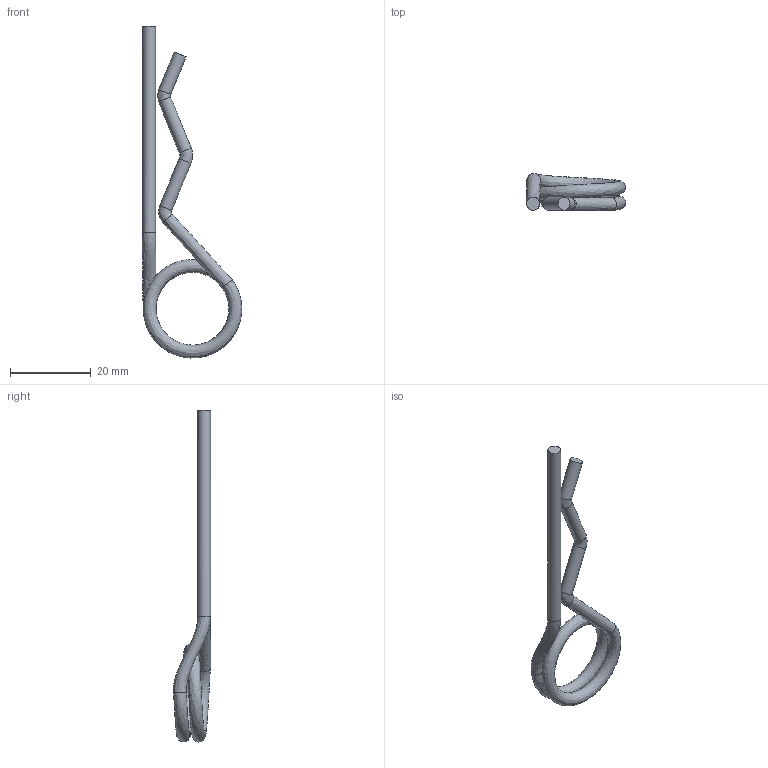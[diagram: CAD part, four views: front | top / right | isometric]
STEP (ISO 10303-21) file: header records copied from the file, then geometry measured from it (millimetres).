
FILE_DESCRIPTION(/* description */ ('SICHERUNGSCLIP'),/* implementation_level */ '2;1');
FILE_NAME(/* name */ 'usc-1.stp',/* time_stamp */ '2020-04-08T10:25:23+02:00',/* author */ ('meier'),/* organization */ (''),/* preprocessor_version */ 'ST-DEVELOPER v17',/* originating_system */ 'Autodesk Inventor 2018',/* authorisation */ '');
FILE_SCHEMA (('AUTOMOTIVE_DESIGN { 1 0 10303 214 3 1 1 }'));
Length unit declared in the file: millimetre
Products named in the file (1): 20050315B0000007-00
Bounding box: 24.6 x 9.2 x 82.19 mm (x, y, z)
Volume: 1949.2 mm3; surface area: 2444.6 mm2
Topology: 1 solids, 1 shells, 12 faces, 39 edges, 28 vertices
Faces by surface type: bspline 9, plane 2, cylinder 1
Full cylindrical faces by diameter (mm): 3.2 x1
Entity records: 1024 total; most frequent: CARTESIAN_POINT 628, ORIENTED_EDGE 78, DIRECTION 70, EDGE_CURVE 39, AXIS2_PLACEMENT_3D 33, VERTEX_POINT 28, CIRCLE 15, ELLIPSE 14
